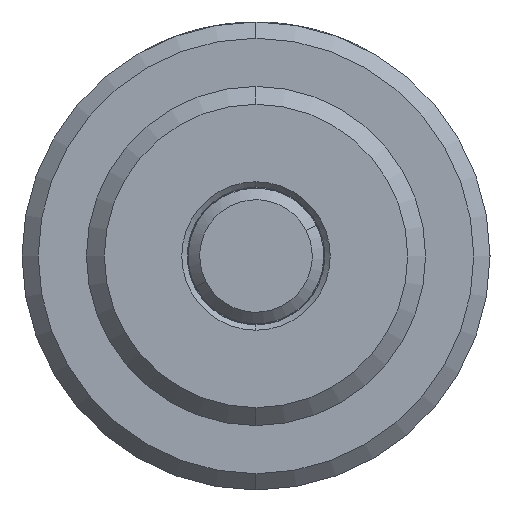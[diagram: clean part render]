
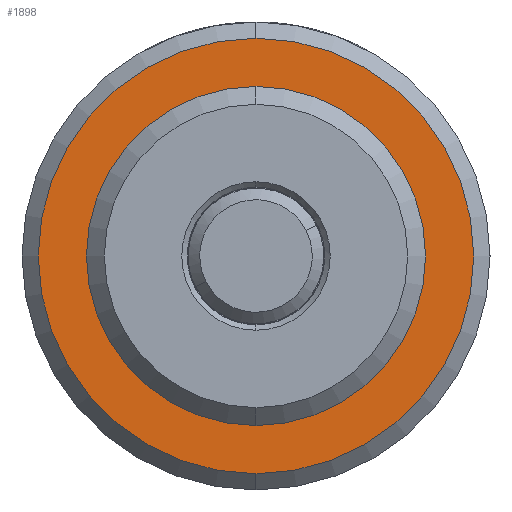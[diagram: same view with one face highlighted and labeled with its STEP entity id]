
A CAD part, left-side view. The second image highlights one B-rep face of the part: STEP entity #1898.
In plain terms, the highlighted planar face has unit normal (-1, 0, 0).
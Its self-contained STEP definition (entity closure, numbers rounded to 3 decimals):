
#378 = AXIS2_PLACEMENT_3D ( 'NONE', #5314, #1376, #3021 ) ;
#518 = AXIS2_PLACEMENT_3D ( 'NONE', #3398, #1215, #1273 ) ;
#870 = VERTEX_POINT ( 'NONE', #2065 ) ;
#952 = CIRCLE ( 'NONE', #3250, 7.906 ) ;
#1000 = DIRECTION ( 'NONE',  ( 0., 0., -1. ) ) ;
#1139 = AXIS2_PLACEMENT_3D ( 'NONE', #2400, #3287, #4931 ) ;
#1215 = DIRECTION ( 'NONE',  ( 1., 0., 0. ) ) ;
#1273 = DIRECTION ( 'NONE',  ( 0., 0., -1. ) ) ;
#1376 = DIRECTION ( 'NONE',  ( 1., 0., 0. ) ) ;
#1410 = CARTESIAN_POINT ( 'NONE',  ( 12.7, 0., -10.192 ) ) ;
#1428 = CARTESIAN_POINT ( 'NONE',  ( 12.7, 0., 0. ) ) ;
#1507 = CIRCLE ( 'NONE', #1139, 10.192 ) ;
#1591 = CARTESIAN_POINT ( 'NONE',  ( 12.7, 0., 10.192 ) ) ;
#1640 = FACE_BOUND ( 'NONE', #3025, .T. ) ;
#1709 = ORIENTED_EDGE ( 'NONE', *, *, #5255, .F. ) ;
#1797 = EDGE_LOOP ( 'NONE', ( #1709, #3096 ) ) ;
#1898 = ADVANCED_FACE ( 'NONE', ( #5212, #1640 ), #2135, .F. ) ;
#2065 = CARTESIAN_POINT ( 'NONE',  ( 12.7, 0., 7.906 ) ) ;
#2135 = PLANE ( 'NONE',  #518 ) ;
#2267 = VERTEX_POINT ( 'NONE', #4315 ) ;
#2400 = CARTESIAN_POINT ( 'NONE',  ( 12.7, 0., 0. ) ) ;
#2500 = CIRCLE ( 'NONE', #5531, 7.906 ) ;
#2507 = VERTEX_POINT ( 'NONE', #1410 ) ;
#3021 = DIRECTION ( 'NONE',  ( 0., 0., -1. ) ) ;
#3025 = EDGE_LOOP ( 'NONE', ( #3260, #3561 ) ) ;
#3096 = ORIENTED_EDGE ( 'NONE', *, *, #3292, .F. ) ;
#3250 = AXIS2_PLACEMENT_3D ( 'NONE', #1428, #4942, #1000 ) ;
#3260 = ORIENTED_EDGE ( 'NONE', *, *, #5513, .T. ) ;
#3287 = DIRECTION ( 'NONE',  ( 1., 0., 0. ) ) ;
#3292 = EDGE_CURVE ( 'NONE', #2507, #4225, #1507, .T. ) ;
#3398 = CARTESIAN_POINT ( 'NONE',  ( 12.7, 0., 0. ) ) ;
#3561 = ORIENTED_EDGE ( 'NONE', *, *, #4088, .T. ) ;
#3815 = CARTESIAN_POINT ( 'NONE',  ( 12.7, 0., 0. ) ) ;
#3874 = CIRCLE ( 'NONE', #378, 10.192 ) ;
#4088 = EDGE_CURVE ( 'NONE', #870, #2267, #952, .T. ) ;
#4216 = DIRECTION ( 'NONE',  ( 0., 0., -1. ) ) ;
#4225 = VERTEX_POINT ( 'NONE', #1591 ) ;
#4315 = CARTESIAN_POINT ( 'NONE',  ( 12.7, 0., -7.906 ) ) ;
#4931 = DIRECTION ( 'NONE',  ( 0., 0., -1. ) ) ;
#4942 = DIRECTION ( 'NONE',  ( 1., 0., 0. ) ) ;
#5212 = FACE_OUTER_BOUND ( 'NONE', #1797, .T. ) ;
#5255 = EDGE_CURVE ( 'NONE', #4225, #2507, #3874, .T. ) ;
#5314 = CARTESIAN_POINT ( 'NONE',  ( 12.7, 0., 0. ) ) ;
#5513 = EDGE_CURVE ( 'NONE', #2267, #870, #2500, .T. ) ;
#5531 = AXIS2_PLACEMENT_3D ( 'NONE', #3815, #5567, #4216 ) ;
#5567 = DIRECTION ( 'NONE',  ( 1., 0., 0. ) ) ;
